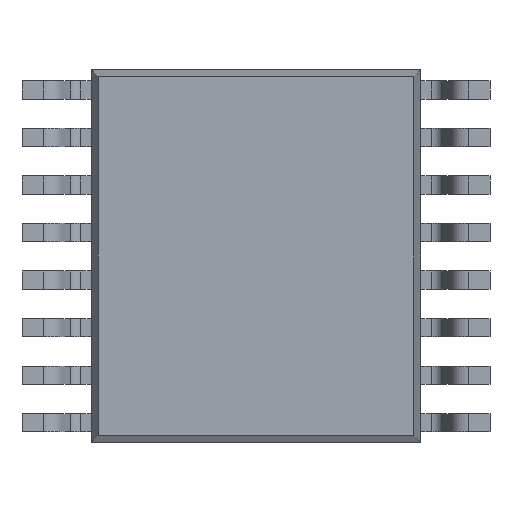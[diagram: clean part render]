
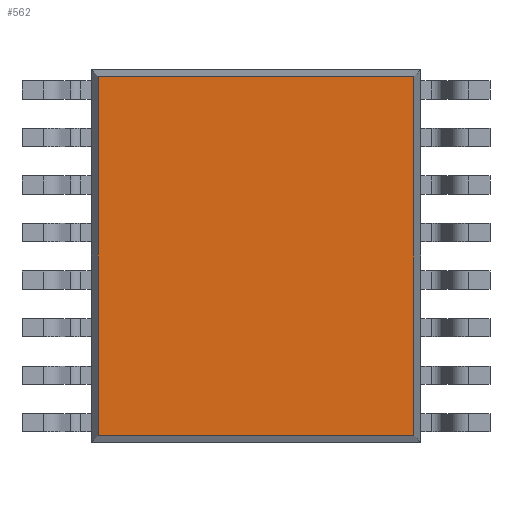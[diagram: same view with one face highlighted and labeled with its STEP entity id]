
A CAD part, front view. The second image highlights one B-rep face of the part: STEP entity #562.
In plain terms, the highlighted planar face has unit normal (0, -1, 0).
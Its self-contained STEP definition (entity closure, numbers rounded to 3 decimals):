
#103=PLANE('',#621);
#129=FACE_OUTER_BOUND('',#159,.T.);
#159=EDGE_LOOP('',(#426,#427,#428,#429));
#190=LINE('',#864,#247);
#191=LINE('',#866,#248);
#192=LINE('',#868,#249);
#193=LINE('',#869,#250);
#247=VECTOR('',#689,1000.);
#248=VECTOR('',#690,1000.);
#249=VECTOR('',#691,1000.);
#250=VECTOR('',#692,1000.);
#315=VERTEX_POINT('',#862);
#316=VERTEX_POINT('',#863);
#317=VERTEX_POINT('',#865);
#318=VERTEX_POINT('',#867);
#358=EDGE_CURVE('',#315,#316,#190,.T.);
#359=EDGE_CURVE('',#317,#315,#191,.T.);
#360=EDGE_CURVE('',#318,#317,#192,.T.);
#361=EDGE_CURVE('',#316,#318,#193,.T.);
#426=ORIENTED_EDGE('',*,*,#358,.F.);
#427=ORIENTED_EDGE('',*,*,#359,.F.);
#428=ORIENTED_EDGE('',*,*,#360,.F.);
#429=ORIENTED_EDGE('',*,*,#361,.F.);
#562=ADVANCED_FACE('',(#129),#103,.F.);
#621=AXIS2_PLACEMENT_3D('',#861,#687,#688);
#687=DIRECTION('center_axis',(0.,1.,0.));
#688=DIRECTION('ref_axis',(0.,0.,1.));
#689=DIRECTION('',(0.,0.,-1.));
#690=DIRECTION('',(1.,0.,0.));
#691=DIRECTION('',(0.,0.,1.));
#692=DIRECTION('',(-1.,0.,0.));
#861=CARTESIAN_POINT('Origin',(-2.25,-0.5,2.55));
#862=CARTESIAN_POINT('',(2.154,-0.5,2.454));
#863=CARTESIAN_POINT('',(2.154,-0.5,-2.454));
#864=CARTESIAN_POINT('',(2.154,-0.5,2.55));
#865=CARTESIAN_POINT('',(-2.154,-0.5,2.454));
#866=CARTESIAN_POINT('',(-2.25,-0.5,2.454));
#867=CARTESIAN_POINT('',(-2.154,-0.5,-2.454));
#868=CARTESIAN_POINT('',(-2.154,-0.5,2.55));
#869=CARTESIAN_POINT('',(-2.25,-0.5,-2.454));
